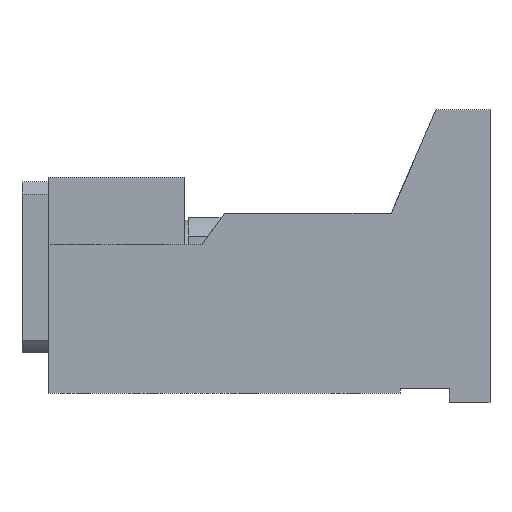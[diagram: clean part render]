
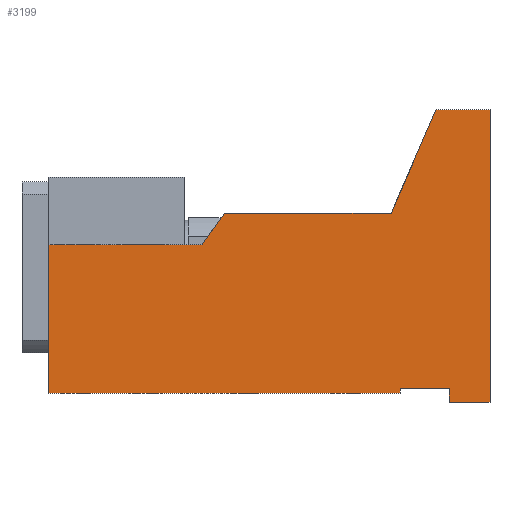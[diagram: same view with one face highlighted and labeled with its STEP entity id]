
A CAD part, front view. The second image highlights one B-rep face of the part: STEP entity #3199.
In plain terms, the highlighted planar face has unit normal (0, -1, 0).
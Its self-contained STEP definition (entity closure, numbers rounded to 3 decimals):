
#2039=CARTESIAN_POINT('Line Origine',(4.,-35.,-11.5)) ;
#2043=CARTESIAN_POINT('Vertex',(4.,-35.,5.)) ;
#2045=CARTESIAN_POINT('Vertex',(4.,-35.,-28.)) ;
#2200=CARTESIAN_POINT('Line Origine',(93.,-35.,-28.5)) ;
#2204=CARTESIAN_POINT('Vertex',(93.,-35.,-27.)) ;
#2206=CARTESIAN_POINT('Vertex',(93.,-35.,-30.)) ;
#2231=CARTESIAN_POINT('Line Origine',(87.5,-35.,-27.)) ;
#2235=CARTESIAN_POINT('Vertex',(82.,-35.,-27.)) ;
#2311=CARTESIAN_POINT('Line Origine',(43.,-35.,-28.)) ;
#2315=CARTESIAN_POINT('Vertex',(82.,-35.,-28.)) ;
#2531=CARTESIAN_POINT('Vertex',(90.,-35.,35.)) ;
#2534=CARTESIAN_POINT('Line Origine',(96.,-35.,35.)) ;
#2538=CARTESIAN_POINT('Vertex',(102.,-35.,35.)) ;
#2560=CARTESIAN_POINT('Line Origine',(102.,-35.,2.5)) ;
#2564=CARTESIAN_POINT('Vertex',(102.,-35.,-30.)) ;
#2738=CARTESIAN_POINT('Line Origine',(97.5,-35.,-30.)) ;
#2881=CARTESIAN_POINT('Vertex',(80.033,-35.,12.)) ;
#2884=CARTESIAN_POINT('Line Origine',(85.017,-35.,23.5)) ;
#2897=CARTESIAN_POINT('Line Origine',(61.517,-35.,12.)) ;
#2901=CARTESIAN_POINT('Vertex',(43.,-35.,12.)) ;
#2938=CARTESIAN_POINT('Vertex',(38.,-35.,5.)) ;
#2941=CARTESIAN_POINT('Line Origine',(40.5,-35.,8.5)) ;
#2953=CARTESIAN_POINT('Line Origine',(21.,-35.,5.)) ;
#3175=CARTESIAN_POINT('Axis2P3D Location',(0.,-35.,5.)) ;
#3180=CARTESIAN_POINT('Line Origine',(82.,-35.,-27.5)) ;
#2040=DIRECTION('Vector Direction',(0.,0.,-1.)) ;
#2201=DIRECTION('Vector Direction',(0.,0.,-1.)) ;
#2232=DIRECTION('Vector Direction',(-1.,0.,0.)) ;
#2312=DIRECTION('Vector Direction',(1.,0.,0.)) ;
#2535=DIRECTION('Vector Direction',(-1.,0.,0.)) ;
#2561=DIRECTION('Vector Direction',(0.,0.,-1.)) ;
#2739=DIRECTION('Vector Direction',(-1.,0.,0.)) ;
#2885=DIRECTION('Vector Direction',(-0.398,0.,-0.918)) ;
#2898=DIRECTION('Vector Direction',(1.,0.,0.)) ;
#2942=DIRECTION('Vector Direction',(-0.581,0.,-0.814)) ;
#2954=DIRECTION('Vector Direction',(1.,0.,0.)) ;
#3176=DIRECTION('Axis2P3D Direction',(0.,-1.,0.)) ;
#3177=DIRECTION('Axis2P3D XDirection',(0.,0.,-1.)) ;
#3181=DIRECTION('Vector Direction',(0.,0.,1.)) ;
#3178=AXIS2_PLACEMENT_3D('Plane Axis2P3D',#3175,#3176,#3177) ;
#3186=ORIENTED_EDGE('',*,*,#2566,.F.) ;
#3187=ORIENTED_EDGE('',*,*,#2540,.T.) ;
#3188=ORIENTED_EDGE('',*,*,#2888,.T.) ;
#3189=ORIENTED_EDGE('',*,*,#2903,.F.) ;
#3190=ORIENTED_EDGE('',*,*,#2945,.T.) ;
#3191=ORIENTED_EDGE('',*,*,#2957,.F.) ;
#3192=ORIENTED_EDGE('',*,*,#2047,.T.) ;
#3193=ORIENTED_EDGE('',*,*,#2317,.T.) ;
#3194=ORIENTED_EDGE('',*,*,#3184,.T.) ;
#3195=ORIENTED_EDGE('',*,*,#2237,.F.) ;
#3196=ORIENTED_EDGE('',*,*,#2208,.T.) ;
#3197=ORIENTED_EDGE('',*,*,#2742,.F.) ;
#2041=VECTOR('Line Direction',#2040,1.) ;
#2202=VECTOR('Line Direction',#2201,1.) ;
#2233=VECTOR('Line Direction',#2232,1.) ;
#2313=VECTOR('Line Direction',#2312,1.) ;
#2536=VECTOR('Line Direction',#2535,1.) ;
#2562=VECTOR('Line Direction',#2561,1.) ;
#2740=VECTOR('Line Direction',#2739,1.) ;
#2886=VECTOR('Line Direction',#2885,1.) ;
#2899=VECTOR('Line Direction',#2898,1.) ;
#2943=VECTOR('Line Direction',#2942,1.) ;
#2955=VECTOR('Line Direction',#2954,1.) ;
#3182=VECTOR('Line Direction',#3181,1.) ;
#3199=ADVANCED_FACE('\X2\96F64EF651E04F554F53\X0\',(#3198),#3179,.T.) ;
#2047=EDGE_CURVE('',#2044,#2046,#2042,.T.) ;
#2208=EDGE_CURVE('',#2205,#2207,#2203,.T.) ;
#2237=EDGE_CURVE('',#2205,#2236,#2234,.T.) ;
#2317=EDGE_CURVE('',#2046,#2316,#2314,.T.) ;
#2540=EDGE_CURVE('',#2539,#2532,#2537,.T.) ;
#2566=EDGE_CURVE('',#2539,#2565,#2563,.T.) ;
#2742=EDGE_CURVE('',#2565,#2207,#2741,.T.) ;
#2888=EDGE_CURVE('',#2532,#2882,#2887,.T.) ;
#2903=EDGE_CURVE('',#2902,#2882,#2900,.T.) ;
#2945=EDGE_CURVE('',#2902,#2939,#2944,.T.) ;
#2957=EDGE_CURVE('',#2044,#2939,#2956,.T.) ;
#3184=EDGE_CURVE('',#2316,#2236,#3183,.T.) ;
#3185=EDGE_LOOP('',(#3186,#3187,#3188,#3189,#3190,#3191,#3192,#3193,#3194,#3195,#3196,#3197)) ;
#3198=FACE_OUTER_BOUND('',#3185,.T.) ;
#2042=LINE('Line',#2039,#2041) ;
#2203=LINE('Line',#2200,#2202) ;
#2234=LINE('Line',#2231,#2233) ;
#2314=LINE('Line',#2311,#2313) ;
#2537=LINE('Line',#2534,#2536) ;
#2563=LINE('Line',#2560,#2562) ;
#2741=LINE('Line',#2738,#2740) ;
#2887=LINE('Line',#2884,#2886) ;
#2900=LINE('Line',#2897,#2899) ;
#2944=LINE('Line',#2941,#2943) ;
#2956=LINE('Line',#2953,#2955) ;
#3183=LINE('Line',#3180,#3182) ;
#3179=PLANE('Plane',#3178) ;
#2044=VERTEX_POINT('',#2043) ;
#2046=VERTEX_POINT('',#2045) ;
#2205=VERTEX_POINT('',#2204) ;
#2207=VERTEX_POINT('',#2206) ;
#2236=VERTEX_POINT('',#2235) ;
#2316=VERTEX_POINT('',#2315) ;
#2532=VERTEX_POINT('',#2531) ;
#2539=VERTEX_POINT('',#2538) ;
#2565=VERTEX_POINT('',#2564) ;
#2882=VERTEX_POINT('',#2881) ;
#2902=VERTEX_POINT('',#2901) ;
#2939=VERTEX_POINT('',#2938) ;
